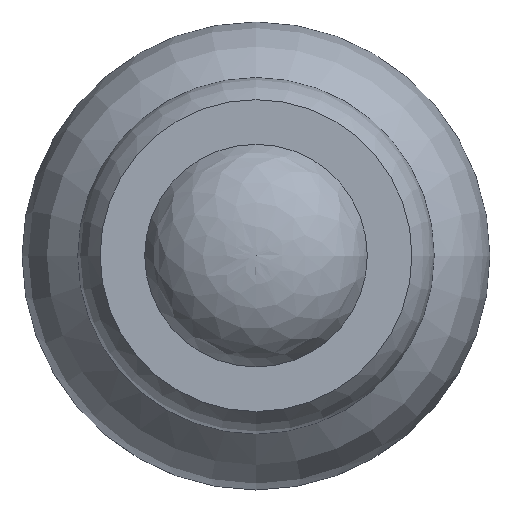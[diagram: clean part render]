
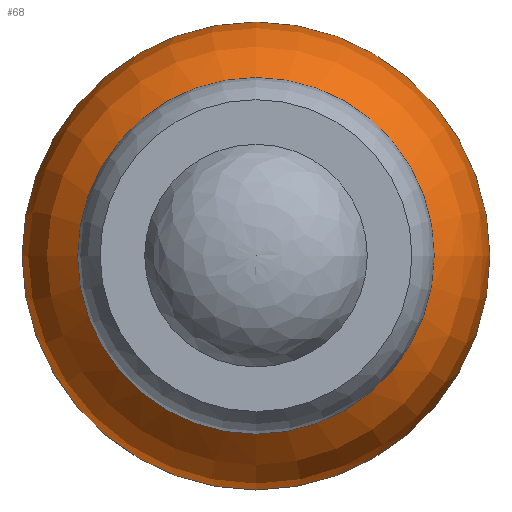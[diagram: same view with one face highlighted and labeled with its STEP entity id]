
A CAD part, top view. The second image highlights one B-rep face of the part: STEP entity #68.
In plain terms, the highlighted free-form (B-spline) face has degree [3, 3] with [4, 19] control points.
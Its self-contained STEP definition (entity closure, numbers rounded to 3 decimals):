
#13=B_SPLINE_SURFACE_WITH_KNOTS('',3,3,((#118,#119,#120,#121,#122,#123,
#124,#125,#126,#127,#128,#129,#130,#131,#132,#133,#134,#135,#136),(#137,
#138,#139,#140,#141,#142,#143,#144,#145,#146,#147,#148,#149,#150,#151,#152,
#153,#154,#155),(#156,#157,#158,#159,#160,#161,#162,#163,#164,#165,#166,
#167,#168,#169,#170,#171,#172,#173,#174),(#175,#176,#177,#178,#179,#180,
#181,#182,#183,#184,#185,#186,#187,#188,#189,#190,#191,#192,#193)),
 .UNSPECIFIED.,.F.,.T.,.F.,(4,4),(1,1,1,1,1,1,1,1,1,1,1,1,1,1,1,1,1,1,1,
1,1,1,1),(0.,1.),(-1.178,-0.785,-0.393,
0.,0.393,0.785,1.178,1.571,
1.963,2.356,2.749,3.142,3.534,
3.927,4.32,4.712,5.105,5.498,
5.89,6.283,6.676,7.069,7.461),
 .UNSPECIFIED.);
#20=ORIENTED_EDGE('',*,*,#28,.T.);
#21=ORIENTED_EDGE('',*,*,#29,.F.);
#28=EDGE_CURVE('',#33,#33,#39,.T.);
#29=EDGE_CURVE('',#34,#34,#40,.T.);
#33=VERTEX_POINT('',#117);
#34=VERTEX_POINT('',#195);
#39=CIRCLE('',#88,21.);
#40=CIRCLE('',#89,16.);
#46=EDGE_LOOP('',(#20));
#47=EDGE_LOOP('',(#21));
#56=FACE_BOUND('',#46,.T.);
#57=FACE_BOUND('',#47,.T.);
#68=ADVANCED_FACE('',(#56,#57),#13,.T.);
#88=AXIS2_PLACEMENT_3D('',#116,#101,#102);
#89=AXIS2_PLACEMENT_3D('',#194,#103,#104);
#101=DIRECTION('',(0.,0.,1.));
#102=DIRECTION('',(1.,0.,0.));
#103=DIRECTION('',(0.,0.,1.));
#104=DIRECTION('',(1.,0.,0.));
#116=CARTESIAN_POINT('',(0.,0.,11.));
#117=CARTESIAN_POINT('',(21.,0.,11.));
#118=CARTESIAN_POINT('',(15.167,-6.282,21.));
#119=CARTESIAN_POINT('',(16.417,0.,21.));
#120=CARTESIAN_POINT('',(15.167,6.282,21.));
#121=CARTESIAN_POINT('',(11.608,11.608,21.));
#122=CARTESIAN_POINT('',(6.282,15.167,21.));
#123=CARTESIAN_POINT('',(0.,16.417,21.));
#124=CARTESIAN_POINT('',(-6.282,15.167,21.));
#125=CARTESIAN_POINT('',(-11.608,11.608,21.));
#126=CARTESIAN_POINT('',(-15.167,6.282,21.));
#127=CARTESIAN_POINT('',(-16.417,0.,21.));
#128=CARTESIAN_POINT('',(-15.167,-6.282,21.));
#129=CARTESIAN_POINT('',(-11.608,-11.608,21.));
#130=CARTESIAN_POINT('',(-6.282,-15.167,21.));
#131=CARTESIAN_POINT('',(0.,-16.417,21.));
#132=CARTESIAN_POINT('',(6.282,-15.167,21.));
#133=CARTESIAN_POINT('',(11.608,-11.608,21.));
#134=CARTESIAN_POINT('',(15.167,-6.282,21.));
#135=CARTESIAN_POINT('',(16.417,0.,21.));
#136=CARTESIAN_POINT('',(15.167,6.282,21.));
#137=CARTESIAN_POINT('',(18.327,-7.591,18.661));
#138=CARTESIAN_POINT('',(19.837,0.,18.661));
#139=CARTESIAN_POINT('',(18.327,7.591,18.661));
#140=CARTESIAN_POINT('',(14.027,14.027,18.661));
#141=CARTESIAN_POINT('',(7.591,18.327,18.661));
#142=CARTESIAN_POINT('',(0.,19.837,18.661));
#143=CARTESIAN_POINT('',(-7.591,18.327,18.661));
#144=CARTESIAN_POINT('',(-14.027,14.027,18.661));
#145=CARTESIAN_POINT('',(-18.327,7.591,18.661));
#146=CARTESIAN_POINT('',(-19.837,0.,18.661));
#147=CARTESIAN_POINT('',(-18.327,-7.591,18.661));
#148=CARTESIAN_POINT('',(-14.027,-14.027,18.661));
#149=CARTESIAN_POINT('',(-7.591,-18.327,18.661));
#150=CARTESIAN_POINT('',(0.,-19.837,18.661));
#151=CARTESIAN_POINT('',(7.591,-18.327,18.661));
#152=CARTESIAN_POINT('',(14.027,-14.027,18.661));
#153=CARTESIAN_POINT('',(18.327,-7.591,18.661));
#154=CARTESIAN_POINT('',(19.837,0.,18.661));
#155=CARTESIAN_POINT('',(18.327,7.591,18.661));
#156=CARTESIAN_POINT('',(19.907,-8.246,15.328));
#157=CARTESIAN_POINT('',(21.547,0.,15.328));
#158=CARTESIAN_POINT('',(19.907,8.246,15.328));
#159=CARTESIAN_POINT('',(15.236,15.236,15.328));
#160=CARTESIAN_POINT('',(8.246,19.907,15.328));
#161=CARTESIAN_POINT('',(0.,21.547,15.328));
#162=CARTESIAN_POINT('',(-8.246,19.907,15.328));
#163=CARTESIAN_POINT('',(-15.236,15.236,15.328));
#164=CARTESIAN_POINT('',(-19.907,8.246,15.328));
#165=CARTESIAN_POINT('',(-21.547,0.,15.328));
#166=CARTESIAN_POINT('',(-19.907,-8.246,15.328));
#167=CARTESIAN_POINT('',(-15.236,-15.236,15.328));
#168=CARTESIAN_POINT('',(-8.246,-19.907,15.328));
#169=CARTESIAN_POINT('',(0.,-21.547,15.328));
#170=CARTESIAN_POINT('',(8.246,-19.907,15.328));
#171=CARTESIAN_POINT('',(15.236,-15.236,15.328));
#172=CARTESIAN_POINT('',(19.907,-8.246,15.328));
#173=CARTESIAN_POINT('',(21.547,0.,15.328));
#174=CARTESIAN_POINT('',(19.907,8.246,15.328));
#175=CARTESIAN_POINT('',(19.907,-8.246,11.));
#176=CARTESIAN_POINT('',(21.547,0.,11.));
#177=CARTESIAN_POINT('',(19.907,8.246,11.));
#178=CARTESIAN_POINT('',(15.236,15.236,11.));
#179=CARTESIAN_POINT('',(8.246,19.907,11.));
#180=CARTESIAN_POINT('',(0.,21.547,11.));
#181=CARTESIAN_POINT('',(-8.246,19.907,11.));
#182=CARTESIAN_POINT('',(-15.236,15.236,11.));
#183=CARTESIAN_POINT('',(-19.907,8.246,11.));
#184=CARTESIAN_POINT('',(-21.547,0.,11.));
#185=CARTESIAN_POINT('',(-19.907,-8.246,11.));
#186=CARTESIAN_POINT('',(-15.236,-15.236,11.));
#187=CARTESIAN_POINT('',(-8.246,-19.907,11.));
#188=CARTESIAN_POINT('',(0.,-21.547,11.));
#189=CARTESIAN_POINT('',(8.246,-19.907,11.));
#190=CARTESIAN_POINT('',(15.236,-15.236,11.));
#191=CARTESIAN_POINT('',(19.907,-8.246,11.));
#192=CARTESIAN_POINT('',(21.547,0.,11.));
#193=CARTESIAN_POINT('',(19.907,8.246,11.));
#194=CARTESIAN_POINT('',(0.,0.,21.));
#195=CARTESIAN_POINT('',(16.,0.,20.998));
